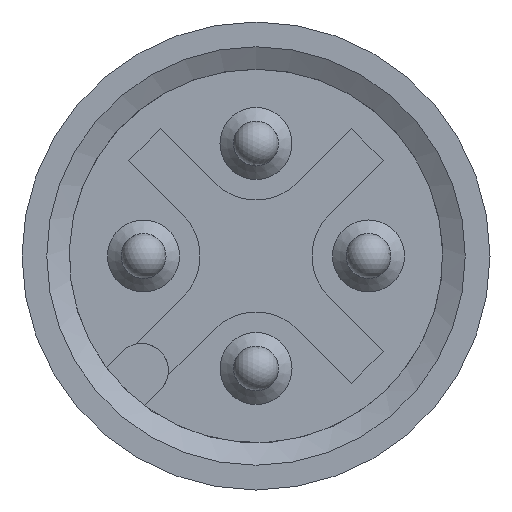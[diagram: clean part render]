
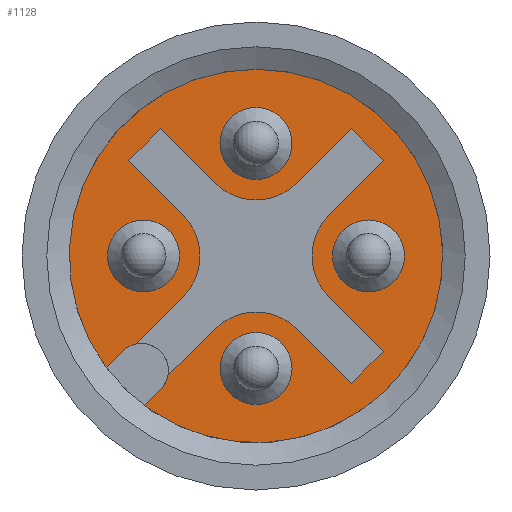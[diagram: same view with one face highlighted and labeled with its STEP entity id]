
A CAD part, left-side view. The second image highlights one B-rep face of the part: STEP entity #1128.
In plain terms, the highlighted planar face has unit normal (-1, 0, 0).
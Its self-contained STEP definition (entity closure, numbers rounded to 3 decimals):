
#188=PLANE('',#1457);
#233=LINE('',#2042,#325);
#234=LINE('',#2046,#326);
#235=LINE('',#2050,#327);
#236=LINE('',#2054,#328);
#237=LINE('',#2056,#329);
#238=LINE('',#2058,#330);
#239=LINE('',#2062,#331);
#240=LINE('',#2064,#332);
#241=LINE('',#2066,#333);
#242=LINE('',#2070,#334);
#243=LINE('',#2072,#335);
#244=LINE('',#2074,#336);
#245=LINE('',#2078,#337);
#325=VECTOR('',#1622,1.);
#326=VECTOR('',#1625,1.);
#327=VECTOR('',#1628,1.);
#328=VECTOR('',#1631,1.);
#329=VECTOR('',#1632,1.);
#330=VECTOR('',#1633,1.);
#331=VECTOR('',#1636,1.);
#332=VECTOR('',#1637,1.);
#333=VECTOR('',#1638,1.);
#334=VECTOR('',#1641,1.);
#335=VECTOR('',#1642,1.);
#336=VECTOR('',#1643,1.);
#337=VECTOR('',#1646,1.);
#417=EDGE_LOOP('',(#559));
#418=EDGE_LOOP('',(#560));
#419=EDGE_LOOP('',(#561));
#420=EDGE_LOOP('',(#562));
#421=EDGE_LOOP('',(#563,#564,#565,#566,#567,#568,#569,#570,#571,#572,#573,
#574,#575,#576,#577,#578,#579,#580,#581,#582));
#559=ORIENTED_EDGE('',*,*,#887,.F.);
#560=ORIENTED_EDGE('',*,*,#888,.F.);
#561=ORIENTED_EDGE('',*,*,#889,.F.);
#562=ORIENTED_EDGE('',*,*,#890,.F.);
#563=ORIENTED_EDGE('',*,*,#891,.F.);
#564=ORIENTED_EDGE('',*,*,#892,.T.);
#565=ORIENTED_EDGE('',*,*,#893,.F.);
#566=ORIENTED_EDGE('',*,*,#894,.T.);
#567=ORIENTED_EDGE('',*,*,#895,.F.);
#568=ORIENTED_EDGE('',*,*,#896,.F.);
#569=ORIENTED_EDGE('',*,*,#897,.T.);
#570=ORIENTED_EDGE('',*,*,#898,.F.);
#571=ORIENTED_EDGE('',*,*,#899,.F.);
#572=ORIENTED_EDGE('',*,*,#900,.T.);
#573=ORIENTED_EDGE('',*,*,#901,.T.);
#574=ORIENTED_EDGE('',*,*,#902,.F.);
#575=ORIENTED_EDGE('',*,*,#903,.F.);
#576=ORIENTED_EDGE('',*,*,#904,.T.);
#577=ORIENTED_EDGE('',*,*,#905,.T.);
#578=ORIENTED_EDGE('',*,*,#906,.T.);
#579=ORIENTED_EDGE('',*,*,#907,.T.);
#580=ORIENTED_EDGE('',*,*,#908,.F.);
#581=ORIENTED_EDGE('',*,*,#909,.T.);
#582=ORIENTED_EDGE('',*,*,#910,.T.);
#887=EDGE_CURVE('',#1318,#1318,#1051,.T.);
#888=EDGE_CURVE('',#1319,#1319,#1052,.T.);
#889=EDGE_CURVE('',#1320,#1320,#1053,.T.);
#890=EDGE_CURVE('',#1321,#1321,#1054,.T.);
#891=EDGE_CURVE('',#1322,#1323,#1055,.T.);
#892=EDGE_CURVE('',#1322,#1324,#233,.T.);
#893=EDGE_CURVE('',#1325,#1324,#1056,.T.);
#894=EDGE_CURVE('',#1325,#1326,#234,.T.);
#895=EDGE_CURVE('',#1327,#1326,#1057,.T.);
#896=EDGE_CURVE('',#1328,#1327,#235,.T.);
#897=EDGE_CURVE('',#1328,#1329,#1058,.T.);
#898=EDGE_CURVE('',#1330,#1329,#236,.T.);
#899=EDGE_CURVE('',#1331,#1330,#237,.T.);
#900=EDGE_CURVE('',#1331,#1332,#238,.T.);
#901=EDGE_CURVE('',#1332,#1333,#1059,.T.);
#902=EDGE_CURVE('',#1334,#1333,#239,.T.);
#903=EDGE_CURVE('',#1335,#1334,#240,.T.);
#904=EDGE_CURVE('',#1335,#1336,#241,.T.);
#905=EDGE_CURVE('',#1336,#1337,#1060,.T.);
#906=EDGE_CURVE('',#1337,#1338,#242,.T.);
#907=EDGE_CURVE('',#1338,#1339,#243,.T.);
#908=EDGE_CURVE('',#1340,#1339,#244,.T.);
#909=EDGE_CURVE('',#1340,#1341,#1061,.T.);
#910=EDGE_CURVE('',#1341,#1323,#245,.T.);
#1051=CIRCLE('',#1446,0.8);
#1052=CIRCLE('',#1447,0.8);
#1053=CIRCLE('',#1448,0.8);
#1054=CIRCLE('',#1449,0.8);
#1055=CIRCLE('',#1450,0.6);
#1056=CIRCLE('',#1451,4.15);
#1057=CIRCLE('',#1452,0.6);
#1058=CIRCLE('',#1453,1.3);
#1059=CIRCLE('',#1454,1.3);
#1060=CIRCLE('',#1455,1.3);
#1061=CIRCLE('',#1456,1.3);
#1128=ADVANCED_FACE('',(#1221,#1222,#1223,#1224,#1225),#188,.F.);
#1221=FACE_BOUND('',#417,.T.);
#1222=FACE_BOUND('',#418,.T.);
#1223=FACE_BOUND('',#419,.T.);
#1224=FACE_BOUND('',#420,.T.);
#1225=FACE_BOUND('',#421,.T.);
#1318=VERTEX_POINT('',#2032);
#1319=VERTEX_POINT('',#2034);
#1320=VERTEX_POINT('',#2036);
#1321=VERTEX_POINT('',#2038);
#1322=VERTEX_POINT('',#2040);
#1323=VERTEX_POINT('',#2041);
#1324=VERTEX_POINT('',#2043);
#1325=VERTEX_POINT('',#2045);
#1326=VERTEX_POINT('',#2047);
#1327=VERTEX_POINT('',#2049);
#1328=VERTEX_POINT('',#2051);
#1329=VERTEX_POINT('',#2053);
#1330=VERTEX_POINT('',#2055);
#1331=VERTEX_POINT('',#2057);
#1332=VERTEX_POINT('',#2059);
#1333=VERTEX_POINT('',#2061);
#1334=VERTEX_POINT('',#2063);
#1335=VERTEX_POINT('',#2065);
#1336=VERTEX_POINT('',#2067);
#1337=VERTEX_POINT('',#2069);
#1338=VERTEX_POINT('',#2071);
#1339=VERTEX_POINT('',#2073);
#1340=VERTEX_POINT('',#2075);
#1341=VERTEX_POINT('',#2077);
#1446=AXIS2_PLACEMENT_3D('',#2031,#1612,#1613);
#1447=AXIS2_PLACEMENT_3D('',#2033,#1614,#1615);
#1448=AXIS2_PLACEMENT_3D('',#2035,#1616,#1617);
#1449=AXIS2_PLACEMENT_3D('',#2037,#1618,#1619);
#1450=AXIS2_PLACEMENT_3D('',#2039,#1620,#1621);
#1451=AXIS2_PLACEMENT_3D('',#2044,#1623,#1624);
#1452=AXIS2_PLACEMENT_3D('',#2048,#1626,#1627);
#1453=AXIS2_PLACEMENT_3D('',#2052,#1629,#1630);
#1454=AXIS2_PLACEMENT_3D('',#2060,#1634,#1635);
#1455=AXIS2_PLACEMENT_3D('',#2068,#1639,#1640);
#1456=AXIS2_PLACEMENT_3D('',#2076,#1644,#1645);
#1457=AXIS2_PLACEMENT_3D('',#2079,#1647,#1648);
#1612=DIRECTION('',(-1.,0.,0.));
#1613=DIRECTION('',(0.,0.,1.));
#1614=DIRECTION('',(-1.,0.,0.));
#1615=DIRECTION('',(0.,-1.,0.));
#1616=DIRECTION('',(-1.,0.,0.));
#1617=DIRECTION('',(0.,0.,-1.));
#1618=DIRECTION('',(-1.,0.,0.));
#1619=DIRECTION('',(0.,1.,0.));
#1620=DIRECTION('',(-1.,0.,0.));
#1621=DIRECTION('',(0.,0.,-1.));
#1622=DIRECTION('',(0.,0.707,-0.707));
#1623=DIRECTION('',(1.,0.,0.));
#1624=DIRECTION('',(0.,1.,0.));
#1625=DIRECTION('',(0.,-0.707,0.707));
#1626=DIRECTION('',(-1.,0.,0.));
#1627=DIRECTION('',(0.,0.,-1.));
#1628=DIRECTION('',(0.,0.707,-0.707));
#1629=DIRECTION('',(-1.,0.,0.));
#1630=DIRECTION('',(0.,0.,-1.));
#1631=DIRECTION('',(0.,-0.707,-0.707));
#1632=DIRECTION('',(0.,0.707,-0.707));
#1633=DIRECTION('',(0.,-0.707,-0.707));
#1634=DIRECTION('',(-1.,0.,0.));
#1635=DIRECTION('',(0.,0.,-1.));
#1636=DIRECTION('',(0.,0.707,-0.707));
#1637=DIRECTION('',(0.,0.707,0.707));
#1638=DIRECTION('',(0.,0.707,-0.707));
#1639=DIRECTION('',(-1.,0.,0.));
#1640=DIRECTION('',(0.,0.,-1.));
#1641=DIRECTION('',(0.,-0.707,-0.707));
#1642=DIRECTION('',(0.,0.707,-0.707));
#1643=DIRECTION('',(0.,-0.707,-0.707));
#1644=DIRECTION('',(-1.,0.,0.));
#1645=DIRECTION('',(0.,0.,-1.));
#1646=DIRECTION('',(0.,0.707,-0.707));
#1647=DIRECTION('',(1.,0.,0.));
#1648=DIRECTION('',(0.,1.,0.));
#2031=CARTESIAN_POINT('',(8.8,2.5,0.));
#2032=CARTESIAN_POINT('',(8.8,2.5,0.8));
#2033=CARTESIAN_POINT('',(8.8,0.,2.5));
#2034=CARTESIAN_POINT('',(8.8,-0.8,2.5));
#2035=CARTESIAN_POINT('',(8.8,-2.5,0.));
#2036=CARTESIAN_POINT('',(8.8,-2.5,-0.8));
#2037=CARTESIAN_POINT('',(8.8,0.,-2.5));
#2038=CARTESIAN_POINT('',(8.8,0.8,-2.5));
#2039=CARTESIAN_POINT('',(8.8,2.547,-2.544));
#2040=CARTESIAN_POINT('',(8.8,2.123,-2.968));
#2041=CARTESIAN_POINT('',(8.8,1.96,-2.667));
#2042=CARTESIAN_POINT('',(8.8,2.528,-3.374));
#2043=CARTESIAN_POINT('',(8.8,2.481,-3.327));
#2044=CARTESIAN_POINT('',(8.8,0.,0.));
#2045=CARTESIAN_POINT('',(8.8,3.329,-2.478));
#2046=CARTESIAN_POINT('',(8.8,2.971,-2.12));
#2047=CARTESIAN_POINT('',(8.8,2.971,-2.12));
#2048=CARTESIAN_POINT('',(8.8,2.547,-2.544));
#2049=CARTESIAN_POINT('',(8.8,2.662,-1.955));
#2050=CARTESIAN_POINT('',(8.8,-2.121,2.828));
#2051=CARTESIAN_POINT('',(8.8,1.626,-0.919));
#2052=CARTESIAN_POINT('',(8.8,2.546,0.));
#2053=CARTESIAN_POINT('',(8.8,1.626,0.919));
#2054=CARTESIAN_POINT('',(8.8,2.828,2.121));
#2055=CARTESIAN_POINT('',(8.8,2.828,2.121));
#2056=CARTESIAN_POINT('',(8.8,2.121,2.828));
#2057=CARTESIAN_POINT('',(8.8,2.121,2.828));
#2058=CARTESIAN_POINT('',(8.8,2.121,2.828));
#2059=CARTESIAN_POINT('',(8.8,0.919,1.626));
#2060=CARTESIAN_POINT('',(8.8,0.,2.546));
#2061=CARTESIAN_POINT('',(8.8,-0.919,1.626));
#2062=CARTESIAN_POINT('',(8.8,-2.121,2.828));
#2063=CARTESIAN_POINT('',(8.8,-2.121,2.828));
#2064=CARTESIAN_POINT('',(8.8,-2.828,2.121));
#2065=CARTESIAN_POINT('',(8.8,-2.828,2.121));
#2066=CARTESIAN_POINT('',(8.8,-2.828,2.121));
#2067=CARTESIAN_POINT('',(8.8,-1.626,0.919));
#2068=CARTESIAN_POINT('',(8.8,-2.546,0.));
#2069=CARTESIAN_POINT('',(8.8,-1.626,-0.919));
#2070=CARTESIAN_POINT('',(8.8,2.121,2.828));
#2071=CARTESIAN_POINT('',(8.8,-2.828,-2.121));
#2072=CARTESIAN_POINT('',(8.8,-2.828,-2.121));
#2073=CARTESIAN_POINT('',(8.8,-2.121,-2.828));
#2074=CARTESIAN_POINT('',(8.8,2.828,2.121));
#2075=CARTESIAN_POINT('',(8.8,-0.919,-1.626));
#2076=CARTESIAN_POINT('',(8.8,0.,-2.546));
#2077=CARTESIAN_POINT('',(8.8,0.919,-1.626));
#2078=CARTESIAN_POINT('',(8.8,-2.828,2.121));
#2079=CARTESIAN_POINT('',(8.8,0.,0.));
